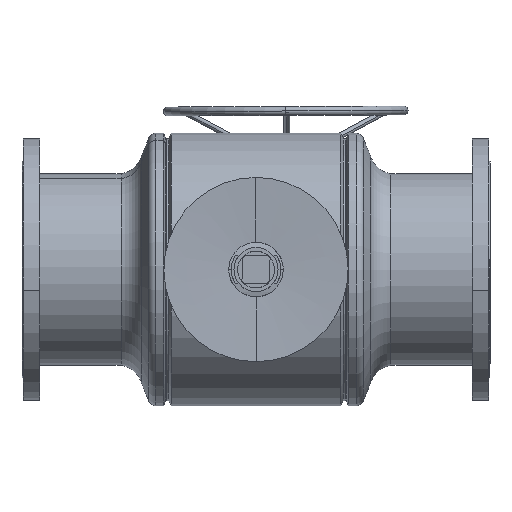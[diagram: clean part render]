
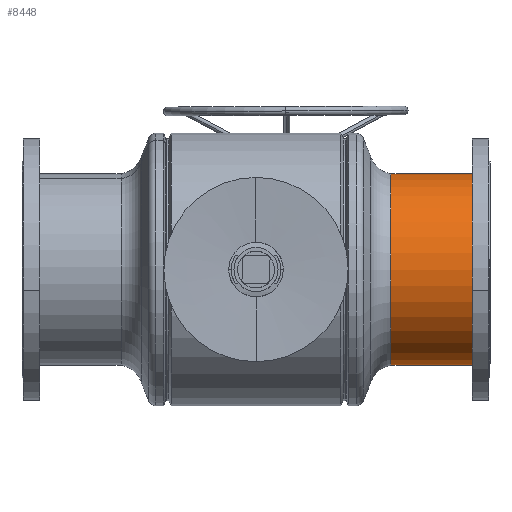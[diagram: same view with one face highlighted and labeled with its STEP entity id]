
A CAD part, front view. The second image highlights one B-rep face of the part: STEP entity #8448.
In plain terms, the highlighted cylindrical face has radius 260 mm (diameter 520 mm), a partial arc.
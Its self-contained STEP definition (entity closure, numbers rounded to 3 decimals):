
#688 = VECTOR ( 'NONE', #9249, 1000. ) ;
#1279 = CARTESIAN_POINT ( 'NONE',  ( 0., -291.036, -260. ) ) ;
#1812 = VERTEX_POINT ( 'NONE', #1279 ) ;
#2193 = ORIENTED_EDGE ( 'NONE', *, *, #21632, .F. ) ;
#2227 = CIRCLE ( 'NONE', #9856, 260. ) ;
#2536 = DIRECTION ( 'NONE',  ( 0., -1., 0. ) ) ;
#3834 = CARTESIAN_POINT ( 'NONE',  ( 0., 0., 0. ) ) ;
#4032 = LINE ( 'NONE', #11457, #5420 ) ;
#4988 = VERTEX_POINT ( 'NONE', #20108 ) ;
#5420 = VECTOR ( 'NONE', #20513, 1000. ) ;
#5736 = FACE_OUTER_BOUND ( 'NONE', #6320, .T. ) ;
#5966 = DIRECTION ( 'NONE',  ( 0., -1., 0. ) ) ;
#6320 = EDGE_LOOP ( 'NONE', ( #2193, #10755, #15919, #10712 ) ) ;
#6805 = CARTESIAN_POINT ( 'NONE',  ( 0., -25.751, 0. ) ) ;
#7298 = DIRECTION ( 'NONE',  ( 0., -1., 0. ) ) ;
#8268 = DIRECTION ( 'NONE',  ( 0., 0., -1. ) ) ;
#8448 = ADVANCED_FACE ( 'NONE', ( #5736 ), #14837, .T. ) ;
#9249 = DIRECTION ( 'NONE',  ( 0., -1., 0. ) ) ;
#9623 = AXIS2_PLACEMENT_3D ( 'NONE', #6805, #7298, #14607 ) ;
#9856 = AXIS2_PLACEMENT_3D ( 'NONE', #21046, #2536, #8268 ) ;
#10190 = EDGE_CURVE ( 'NONE', #4988, #1812, #14521, .T. ) ;
#10712 = ORIENTED_EDGE ( 'NONE', *, *, #18726, .F. ) ;
#10755 = ORIENTED_EDGE ( 'NONE', *, *, #21230, .T. ) ;
#11457 = CARTESIAN_POINT ( 'NONE',  ( 0., 0., 260. ) ) ;
#11532 = CIRCLE ( 'NONE', #9623, 260. ) ;
#14521 = LINE ( 'NONE', #22269, #688 ) ;
#14607 = DIRECTION ( 'NONE',  ( 0., 0., -1. ) ) ;
#14837 = CYLINDRICAL_SURFACE ( 'NONE', #16817, 260. ) ;
#15847 = VERTEX_POINT ( 'NONE', #19183 ) ;
#15919 = ORIENTED_EDGE ( 'NONE', *, *, #10190, .T. ) ;
#16057 = VERTEX_POINT ( 'NONE', #21569 ) ;
#16817 = AXIS2_PLACEMENT_3D ( 'NONE', #3834, #5966, #18525 ) ;
#18525 = DIRECTION ( 'NONE',  ( 0., 0., -1. ) ) ;
#18726 = EDGE_CURVE ( 'NONE', #15847, #1812, #2227, .T. ) ;
#19183 = CARTESIAN_POINT ( 'NONE',  ( 0., -291.036, 260. ) ) ;
#20108 = CARTESIAN_POINT ( 'NONE',  ( 0., -25.751, -260. ) ) ;
#20513 = DIRECTION ( 'NONE',  ( 0., -1., 0. ) ) ;
#21046 = CARTESIAN_POINT ( 'NONE',  ( 0., -291.036, 0. ) ) ;
#21230 = EDGE_CURVE ( 'NONE', #16057, #4988, #11532, .T. ) ;
#21569 = CARTESIAN_POINT ( 'NONE',  ( 0., -25.751, 260. ) ) ;
#21632 = EDGE_CURVE ( 'NONE', #16057, #15847, #4032, .T. ) ;
#22269 = CARTESIAN_POINT ( 'NONE',  ( 0., 0., -260. ) ) ;
